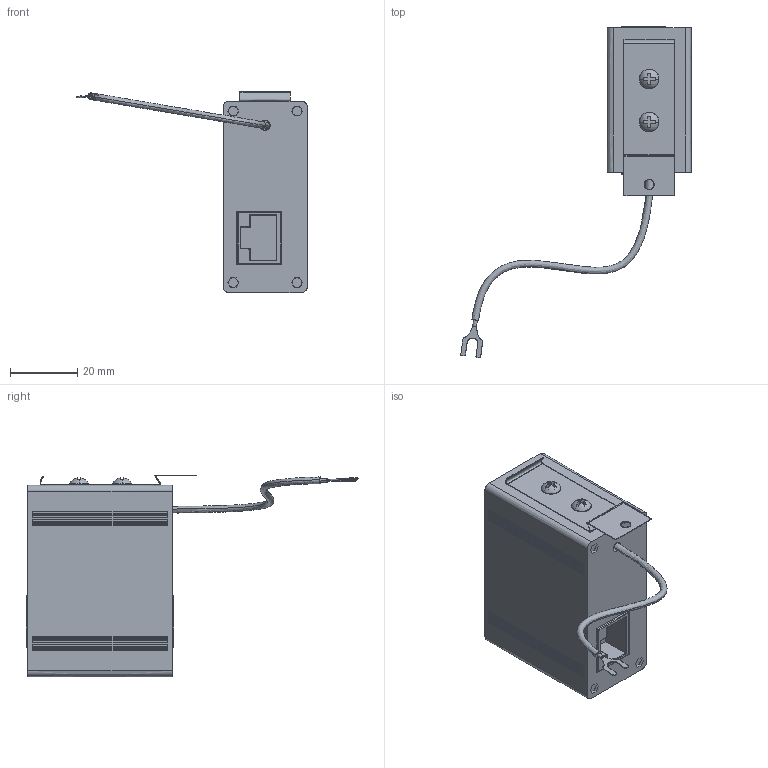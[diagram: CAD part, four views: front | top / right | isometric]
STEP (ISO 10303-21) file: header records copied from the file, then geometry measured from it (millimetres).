
FILE_DESCRIPTION (( 'STEP AP214' ), '1' );
FILE_NAME ('TSJ-5GBEPOE-LC_3D.STEP', '2022-03-18T20:05:29', ( '' ), ( '' ), 'SwSTEP 2.0', 'SolidWorks 2021', '' );
FILE_SCHEMA (( 'AUTOMOTIVE_DESIGN' ));
Length unit declared in the file: millimetre
Products named in the file (1): TSJ-5GBEPOE-LC_3D
Bounding box: 68.54 x 98.76 x 59.92 mm (x, y, z)
Volume: 23224.8 mm3; surface area: 25735.6 mm2
Topology: 7 solids, 7 shells, 520 faces, 1301 edges, 808 vertices
Faces by surface type: bspline 478, sphere 38, torus 4
Entity records: 25754 total; most frequent: CARTESIAN_POINT 17511, ORIENTED_EDGE 2470, EDGE_CURVE 1235, B_SPLINE_CURVE_WITH_KNOTS 1203, VERTEX_POINT 776, EDGE_LOOP 573, FACE_OUTER_BOUND 520, ADVANCED_FACE 520
